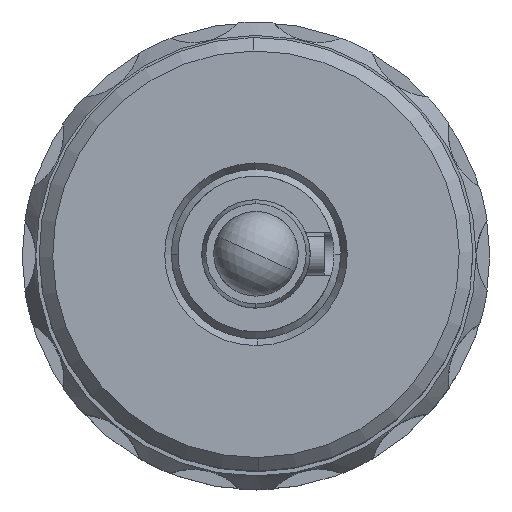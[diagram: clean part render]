
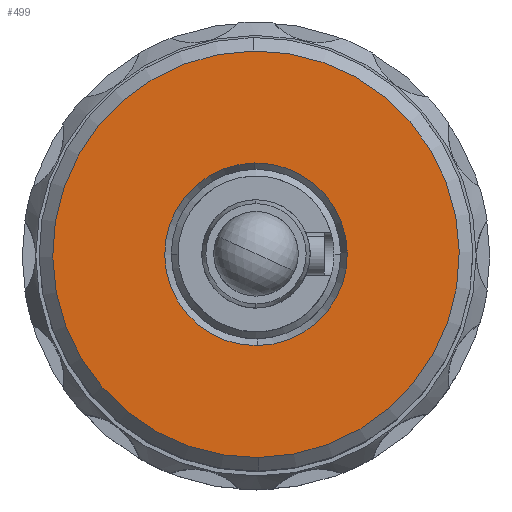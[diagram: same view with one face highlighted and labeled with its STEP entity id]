
A CAD part, top view. The second image highlights one B-rep face of the part: STEP entity #499.
In plain terms, the highlighted planar face has unit normal (0, 0, 1).
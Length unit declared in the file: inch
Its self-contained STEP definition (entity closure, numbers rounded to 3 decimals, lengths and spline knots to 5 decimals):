
#499 = ADVANCED_FACE ( 'NONE', ( #22944, #22948 ), #24161, .F. ) ;
#1134 = ORIENTED_EDGE ( 'NONE', *, *, #9800, .T. ) ;
#1135 = ORIENTED_EDGE ( 'NONE', *, *, #9825, .T. ) ;
#1136 = ORIENTED_EDGE ( 'NONE', *, *, #9827, .T. ) ;
#1137 = ORIENTED_EDGE ( 'NONE', *, *, #9811, .T. ) ;
#2569 = EDGE_LOOP ( 'NONE', ( #1136, #1137 ) ) ;
#2577 = EDGE_LOOP ( 'NONE', ( #1134, #1135 ) ) ;
#2646 = VERTEX_POINT ( 'NONE', #17111 ) ;
#2648 = VERTEX_POINT ( 'NONE', #17113 ) ;
#2656 = VERTEX_POINT ( 'NONE', #17124 ) ;
#2660 = VERTEX_POINT ( 'NONE', #17130 ) ;
#9800 = EDGE_CURVE ( 'NONE', #2646, #2648, #33562, .T. ) ;
#9811 = EDGE_CURVE ( 'NONE', #2656, #2660, #33577, .T. ) ;
#9825 = EDGE_CURVE ( 'NONE', #2648, #2646, #33595, .T. ) ;
#9827 = EDGE_CURVE ( 'NONE', #2660, #2656, #33596, .T. ) ;
#17111 = CARTESIAN_POINT ( 'NONE',  ( -0.00178, 0.13474, 0.36361 ) ) ;
#17113 = CARTESIAN_POINT ( 'NONE',  ( 0.00178, -0.13474, 0.36361 ) ) ;
#17124 = CARTESIAN_POINT ( 'NONE',  ( -0.00396, 0.29997, 0.36361 ) ) ;
#17130 = CARTESIAN_POINT ( 'NONE',  ( 0.00396, -0.29997, 0.36361 ) ) ;
#18493 = AXIS2_PLACEMENT_3D ( 'NONE', #24169, #24170, #24171 ) ;
#22944 = FACE_BOUND ( 'NONE', #2577, .T. ) ;
#22948 = FACE_OUTER_BOUND ( 'NONE', #2569, .T. ) ;
#24161 = PLANE ( 'NONE',  #18493 ) ;
#24169 = CARTESIAN_POINT ( 'NONE',  ( 0., 0., 0.36361 ) ) ;
#24170 = DIRECTION ( 'NONE',  ( 0., 0., -1. ) ) ;
#24171 = DIRECTION ( 'NONE',  ( 0.013, -1., 0. ) ) ;
#30006 = AXIS2_PLACEMENT_3D ( 'NONE', #34638, #34639, #34640 ) ;
#30016 = AXIS2_PLACEMENT_3D ( 'NONE', #34663, #34664, #34665 ) ;
#30025 = AXIS2_PLACEMENT_3D ( 'NONE', #34684, #34685, #34686 ) ;
#30026 = AXIS2_PLACEMENT_3D ( 'NONE', #34687, #34688, #34689 ) ;
#33562 = CIRCLE ( 'NONE', #30006, 0.13475 ) ;
#33577 = CIRCLE ( 'NONE', #30016, 0.3 ) ;
#33595 = CIRCLE ( 'NONE', #30025, 0.13475 ) ;
#33596 = CIRCLE ( 'NONE', #30026, 0.3 ) ;
#34638 = CARTESIAN_POINT ( 'NONE',  ( 0., 0., 0.36361 ) ) ;
#34639 = DIRECTION ( 'NONE',  ( 0., 0., -1. ) ) ;
#34640 = DIRECTION ( 'NONE',  ( 0.013, -1., 0. ) ) ;
#34663 = CARTESIAN_POINT ( 'NONE',  ( 0., 0., 0.36361 ) ) ;
#34664 = DIRECTION ( 'NONE',  ( 0., 0., 1. ) ) ;
#34665 = DIRECTION ( 'NONE',  ( 0.013, -1., 0. ) ) ;
#34684 = CARTESIAN_POINT ( 'NONE',  ( 0., 0., 0.36361 ) ) ;
#34685 = DIRECTION ( 'NONE',  ( 0., 0., -1. ) ) ;
#34686 = DIRECTION ( 'NONE',  ( 0.013, -1., 0. ) ) ;
#34687 = CARTESIAN_POINT ( 'NONE',  ( 0., 0., 0.36361 ) ) ;
#34688 = DIRECTION ( 'NONE',  ( 0., 0., 1. ) ) ;
#34689 = DIRECTION ( 'NONE',  ( 0.013, -1., 0. ) ) ;
